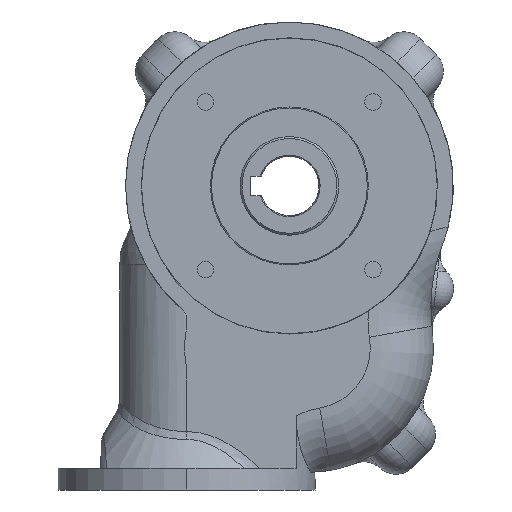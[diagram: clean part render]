
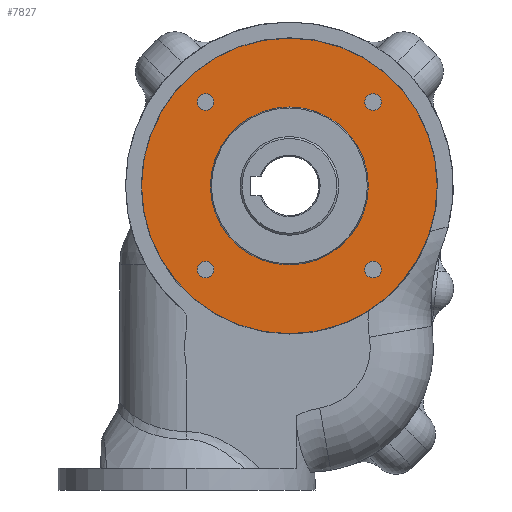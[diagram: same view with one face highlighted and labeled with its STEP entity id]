
A CAD part, left-side view. The second image highlights one B-rep face of the part: STEP entity #7827.
In plain terms, the highlighted planar face has unit normal (-1, 0, 0).
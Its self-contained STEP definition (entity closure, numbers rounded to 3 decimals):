
#29 = CARTESIAN_POINT ( 'NONE',  ( -20.5, -4.787, 96.113 ) ) ;
#38 = CARTESIAN_POINT ( 'NONE',  ( -20.5, -26., 77. ) ) ;
#91 = AXIS2_PLACEMENT_3D ( 'NONE', #2726, #5274, #7890 ) ;
#93 = DIRECTION ( 'NONE',  ( 1., 0., 0. ) ) ;
#115 = ORIENTED_EDGE ( 'NONE', *, *, #5136, .T. ) ;
#348 = CIRCLE ( 'NONE', #4266, 2.1 ) ;
#392 = CARTESIAN_POINT ( 'NONE',  ( -20.5, -4.787, 55.787 ) ) ;
#422 = CARTESIAN_POINT ( 'NONE',  ( -20.5, -47.213, 57.887 ) ) ;
#435 = ORIENTED_EDGE ( 'NONE', *, *, #2941, .F. ) ;
#789 = CARTESIAN_POINT ( 'NONE',  ( -20.5, -4.787, 55.787 ) ) ;
#898 = AXIS2_PLACEMENT_3D ( 'NONE', #2985, #3766, #6166 ) ;
#969 = VERTEX_POINT ( 'NONE', #4480 ) ;
#1050 = DIRECTION ( 'NONE',  ( 0., 0., 1. ) ) ;
#1073 = DIRECTION ( 'NONE',  ( 0., 0., 1. ) ) ;
#1269 = CARTESIAN_POINT ( 'NONE',  ( -20.5, -26., 77. ) ) ;
#1302 = AXIS2_PLACEMENT_3D ( 'NONE', #38, #2617, #7791 ) ;
#1381 = FACE_BOUND ( 'NONE', #4777, .T. ) ;
#1463 = CIRCLE ( 'NONE', #3217, 2.1 ) ;
#1597 = CIRCLE ( 'NONE', #6345, 20. ) ;
#1988 = AXIS2_PLACEMENT_3D ( 'NONE', #4585, #2897, #3957 ) ;
#2027 = DIRECTION ( 'NONE',  ( -1., 0., 0. ) ) ;
#2115 = CIRCLE ( 'NONE', #1302, 37.439 ) ;
#2352 = CARTESIAN_POINT ( 'NONE',  ( -20.5, -26., 39.561 ) ) ;
#2354 = EDGE_CURVE ( 'Defeature ausgef�hrt1_175+Defeature ausgef�hrt1_1+Defeature ausgef�hrt1_1+Defeature ausgef�hrt1_1', #8192, #3775, #2792, .T. ) ;
#2357 = VERTEX_POINT ( 'NONE', #7304 ) ;
#2360 = CARTESIAN_POINT ( 'NONE',  ( -20.5, -47.213, 55.787 ) ) ;
#2448 = EDGE_LOOP ( 'NONE', ( #435, #2679 ) ) ;
#2467 = VERTEX_POINT ( 'NONE', #2686 ) ;
#2555 = ORIENTED_EDGE ( 'NONE', *, *, #8030, .F. ) ;
#2617 = DIRECTION ( 'NONE',  ( -1., 0., 0. ) ) ;
#2638 = DIRECTION ( 'NONE',  ( 0., 0., 1. ) ) ;
#2679 = ORIENTED_EDGE ( 'NONE', *, *, #8093, .F. ) ;
#2686 = CARTESIAN_POINT ( 'NONE',  ( -20.5, -47.213, 96.113 ) ) ;
#2726 = CARTESIAN_POINT ( 'NONE',  ( -20.5, -47.213, 55.787 ) ) ;
#2785 = CIRCLE ( 'NONE', #7513, 20. ) ;
#2792 = CIRCLE ( 'NONE', #91, 2.1 ) ;
#2897 = DIRECTION ( 'NONE',  ( -1., 0., 0. ) ) ;
#2941 = EDGE_CURVE ( 'Defeature ausgef�hrt1_179+Defeature ausgef�hrt1_1+Defeature ausgef�hrt1_1+Defeature ausgef�hrt1_1', #6036, #7785, #6051, .T. ) ;
#2985 = CARTESIAN_POINT ( 'NONE',  ( -20.5, -47.213, 98.213 ) ) ;
#2986 = VERTEX_POINT ( 'NONE', #4219 ) ;
#3070 = EDGE_CURVE ( 'Defeature ausgef�hrt1_173+Defeature ausgef�hrt1_1+Defeature ausgef�hrt1_1+Defeature ausgef�hrt1_1', #969, #2467, #5644, .T. ) ;
#3089 = AXIS2_PLACEMENT_3D ( 'NONE', #7236, #6647, #3420 ) ;
#3094 = AXIS2_PLACEMENT_3D ( 'NONE', #7856, #5181, #2638 ) ;
#3154 = EDGE_CURVE ( 'Defeature ausgef�hrt1_1+Defeature ausgef�hrt1_72+Defeature ausgef�hrt1_72+Defeature ausgef�hrt1_72', #2357, #7606, #7141, .T. ) ;
#3217 = AXIS2_PLACEMENT_3D ( 'NONE', #4006, #6593, #7892 ) ;
#3287 = DIRECTION ( 'NONE',  ( -1., 0., 0. ) ) ;
#3420 = DIRECTION ( 'NONE',  ( 0., 0., -1. ) ) ;
#3667 = EDGE_CURVE ( 'Defeature ausgef�hrt1_173+Defeature ausgef�hrt1_1+Defeature ausgef�hrt1_1+Defeature ausgef�hrt1_1', #2467, #969, #1463, .T. ) ;
#3670 = EDGE_LOOP ( 'NONE', ( #7017, #5289 ) ) ;
#3766 = DIRECTION ( 'NONE',  ( -1., 0., 0. ) ) ;
#3775 = VERTEX_POINT ( 'NONE', #422 ) ;
#3923 = EDGE_LOOP ( 'NONE', ( #8376, #6786 ) ) ;
#3957 = DIRECTION ( 'NONE',  ( 0., 0., 1. ) ) ;
#4006 = CARTESIAN_POINT ( 'NONE',  ( -20.5, -47.213, 98.213 ) ) ;
#4152 = EDGE_CURVE ( 'Defeature ausgef�hrt1_177+Defeature ausgef�hrt1_1+Defeature ausgef�hrt1_1+Defeature ausgef�hrt1_1', #6077, #2986, #4664, .T. ) ;
#4219 = CARTESIAN_POINT ( 'NONE',  ( -20.5, -4.787, 57.887 ) ) ;
#4266 = AXIS2_PLACEMENT_3D ( 'NONE', #2360, #4902, #1050 ) ;
#4480 = CARTESIAN_POINT ( 'NONE',  ( -20.5, -47.213, 100.313 ) ) ;
#4585 = CARTESIAN_POINT ( 'NONE',  ( -20.5, -4.787, 98.213 ) ) ;
#4607 = FACE_BOUND ( 'NONE', #2448, .T. ) ;
#4643 = PLANE ( 'NONE',  #3089 ) ;
#4664 = CIRCLE ( 'NONE', #7366, 2.1 ) ;
#4732 = DIRECTION ( 'NONE',  ( 0., 0., 1. ) ) ;
#4734 = CIRCLE ( 'NONE', #7563, 2.1 ) ;
#4777 = EDGE_LOOP ( 'NONE', ( #7955, #8012 ) ) ;
#4902 = DIRECTION ( 'NONE',  ( -1., 0., 0. ) ) ;
#4940 = EDGE_LOOP ( 'NONE', ( #115, #6086 ) ) ;
#5015 = DIRECTION ( 'NONE',  ( -1., 0., 0. ) ) ;
#5136 = EDGE_CURVE ( 'Defeature ausgef�hrt1_1+Defeature ausgef�hrt1_2+Defeature ausgef�hrt1_2+Defeature ausgef�hrt1_2', #7324, #5485, #2785, .T. ) ;
#5181 = DIRECTION ( 'NONE',  ( -1., 0., 0. ) ) ;
#5261 = DIRECTION ( 'NONE',  ( 0., 0., -1. ) ) ;
#5274 = DIRECTION ( 'NONE',  ( -1., 0., 0. ) ) ;
#5286 = FACE_OUTER_BOUND ( 'NONE', #3923, .T. ) ;
#5289 = ORIENTED_EDGE ( 'NONE', *, *, #3667, .F. ) ;
#5362 = EDGE_CURVE ( 'Defeature ausgef�hrt1_175+Defeature ausgef�hrt1_1+Defeature ausgef�hrt1_1+Defeature ausgef�hrt1_1', #3775, #8192, #348, .T. ) ;
#5369 = DIRECTION ( 'NONE',  ( 1., 0., 0. ) ) ;
#5414 = DIRECTION ( 'NONE',  ( 0., 0., -1. ) ) ;
#5485 = VERTEX_POINT ( 'NONE', #7071 ) ;
#5543 = EDGE_CURVE ( 'Defeature ausgef�hrt1_1+Defeature ausgef�hrt1_72+Defeature ausgef�hrt1_72+Defeature ausgef�hrt1_72', #7606, #2357, #2115, .T. ) ;
#5547 = ORIENTED_EDGE ( 'NONE', *, *, #4152, .F. ) ;
#5644 = CIRCLE ( 'NONE', #898, 2.1 ) ;
#5799 = DIRECTION ( 'NONE',  ( 0., 0., -1. ) ) ;
#5964 = FACE_BOUND ( 'NONE', #3670, .T. ) ;
#5976 = EDGE_LOOP ( 'NONE', ( #2555, #5547 ) ) ;
#6036 = VERTEX_POINT ( 'NONE', #7889 ) ;
#6051 = CIRCLE ( 'NONE', #1988, 2.1 ) ;
#6077 = VERTEX_POINT ( 'NONE', #8008 ) ;
#6086 = ORIENTED_EDGE ( 'NONE', *, *, #7854, .T. ) ;
#6166 = DIRECTION ( 'NONE',  ( 0., 0., 1. ) ) ;
#6345 = AXIS2_PLACEMENT_3D ( 'NONE', #7280, #5369, #5414 ) ;
#6593 = DIRECTION ( 'NONE',  ( -1., 0., 0. ) ) ;
#6598 = AXIS2_PLACEMENT_3D ( 'NONE', #7781, #2027, #5799 ) ;
#6647 = DIRECTION ( 'NONE',  ( 1., 0., 0. ) ) ;
#6786 = ORIENTED_EDGE ( 'NONE', *, *, #5543, .T. ) ;
#7017 = ORIENTED_EDGE ( 'NONE', *, *, #3070, .F. ) ;
#7071 = CARTESIAN_POINT ( 'NONE',  ( -20.5, -26., 97. ) ) ;
#7141 = CIRCLE ( 'NONE', #6598, 37.439 ) ;
#7197 = FACE_BOUND ( 'NONE', #5976, .T. ) ;
#7236 = CARTESIAN_POINT ( 'NONE',  ( -20.5, -26., 77. ) ) ;
#7280 = CARTESIAN_POINT ( 'NONE',  ( -20.5, -26., 77. ) ) ;
#7304 = CARTESIAN_POINT ( 'NONE',  ( -20.5, -26., 114.439 ) ) ;
#7324 = VERTEX_POINT ( 'NONE', #7603 ) ;
#7366 = AXIS2_PLACEMENT_3D ( 'NONE', #789, #3287, #4732 ) ;
#7513 = AXIS2_PLACEMENT_3D ( 'NONE', #1269, #93, #5261 ) ;
#7563 = AXIS2_PLACEMENT_3D ( 'NONE', #392, #5015, #1073 ) ;
#7603 = CARTESIAN_POINT ( 'NONE',  ( -20.5, -26., 57. ) ) ;
#7606 = VERTEX_POINT ( 'NONE', #2352 ) ;
#7688 = CARTESIAN_POINT ( 'NONE',  ( -20.5, -47.213, 53.687 ) ) ;
#7781 = CARTESIAN_POINT ( 'NONE',  ( -20.5, -26., 77. ) ) ;
#7785 = VERTEX_POINT ( 'NONE', #29 ) ;
#7791 = DIRECTION ( 'NONE',  ( 0., 0., -1. ) ) ;
#7827 = ADVANCED_FACE ( 'Defeature ausgef�hrt1_1', ( #4607, #7197, #1381, #5964, #5286, #7865 ), #4643, .F. ) ;
#7854 = EDGE_CURVE ( 'Defeature ausgef�hrt1_1+Defeature ausgef�hrt1_2+Defeature ausgef�hrt1_2+Defeature ausgef�hrt1_2', #5485, #7324, #1597, .T. ) ;
#7856 = CARTESIAN_POINT ( 'NONE',  ( -20.5, -4.787, 98.213 ) ) ;
#7865 = FACE_BOUND ( 'NONE', #4940, .T. ) ;
#7889 = CARTESIAN_POINT ( 'NONE',  ( -20.5, -4.787, 100.313 ) ) ;
#7890 = DIRECTION ( 'NONE',  ( 0., 0., 1. ) ) ;
#7892 = DIRECTION ( 'NONE',  ( 0., 0., 1. ) ) ;
#7955 = ORIENTED_EDGE ( 'NONE', *, *, #5362, .F. ) ;
#8008 = CARTESIAN_POINT ( 'NONE',  ( -20.5, -4.787, 53.687 ) ) ;
#8012 = ORIENTED_EDGE ( 'NONE', *, *, #2354, .F. ) ;
#8030 = EDGE_CURVE ( 'Defeature ausgef�hrt1_177+Defeature ausgef�hrt1_1+Defeature ausgef�hrt1_1+Defeature ausgef�hrt1_1', #2986, #6077, #4734, .T. ) ;
#8093 = EDGE_CURVE ( 'Defeature ausgef�hrt1_179+Defeature ausgef�hrt1_1+Defeature ausgef�hrt1_1+Defeature ausgef�hrt1_1', #7785, #6036, #8235, .T. ) ;
#8192 = VERTEX_POINT ( 'NONE', #7688 ) ;
#8235 = CIRCLE ( 'NONE', #3094, 2.1 ) ;
#8376 = ORIENTED_EDGE ( 'NONE', *, *, #3154, .T. ) ;
